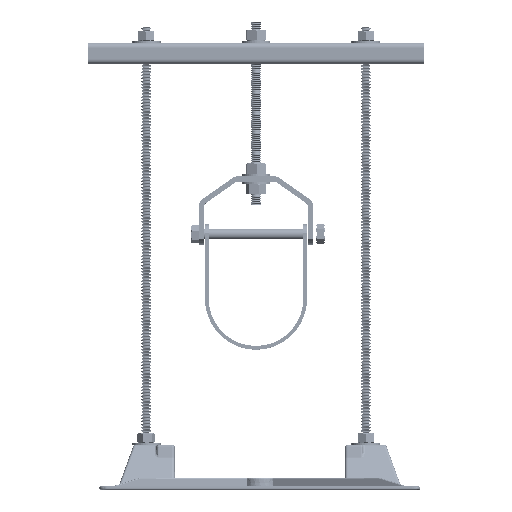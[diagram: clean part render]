
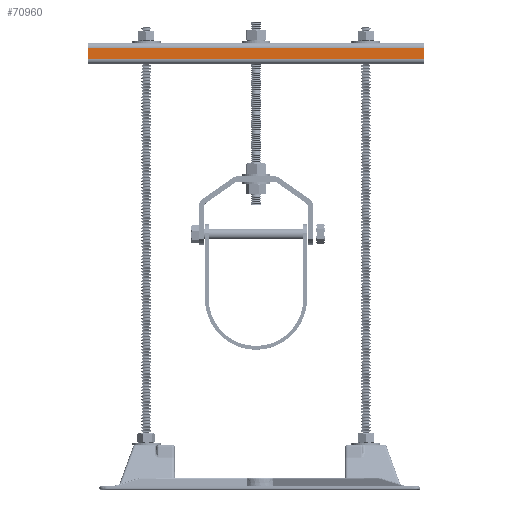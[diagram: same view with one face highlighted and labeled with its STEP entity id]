
A CAD part, top view. The second image highlights one B-rep face of the part: STEP entity #70960.
In plain terms, the highlighted face is planar.
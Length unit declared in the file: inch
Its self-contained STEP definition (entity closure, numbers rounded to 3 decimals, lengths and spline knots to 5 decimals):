
#70902=CARTESIAN_POINT('',(0.9125,0.6875,8.0));
#70903=VERTEX_POINT('',#70902);
#70911=CARTESIAN_POINT('',(0.9125,0.6875,-8.0));
#70912=VERTEX_POINT('',#70911);
#70913=CARTESIAN_POINT('',(0.9125,0.6875,-8.0));
#70914=DIRECTION('',(0.0,0.0,1.0));
#70915=VECTOR('',#70914,16.0);
#70916=LINE('',#70913,#70915);
#70917=EDGE_CURVE('',#70912,#70903,#70916,.T.);
#70930=CARTESIAN_POINT('',(0.9125,0.125,-8.0));
#70931=DIRECTION('',(1.0,0.0,0.0));
#70932=DIRECTION('',(0.0,0.0,-1.0));
#70933=AXIS2_PLACEMENT_3D('',#70930,#70931,#70932);
#70934=PLANE('',#70933);
#70935=CARTESIAN_POINT('',(0.9125,0.125,8.0));
#70936=VERTEX_POINT('',#70935);
#70937=CARTESIAN_POINT('',(0.9125,0.125,8.0));
#70938=DIRECTION('',(0.0,1.0,0.0));
#70939=VECTOR('',#70938,0.5625);
#70940=LINE('',#70937,#70939);
#70941=EDGE_CURVE('',#70936,#70903,#70940,.T.);
#70942=ORIENTED_EDGE('',*,*,#70941,.F.);
#70943=CARTESIAN_POINT('',(0.9125,0.125,-8.0));
#70944=VERTEX_POINT('',#70943);
#70945=CARTESIAN_POINT('',(0.9125,0.125,-8.0));
#70946=DIRECTION('',(0.0,0.0,1.0));
#70947=VECTOR('',#70946,16.0);
#70948=LINE('',#70945,#70947);
#70949=EDGE_CURVE('',#70944,#70936,#70948,.T.);
#70950=ORIENTED_EDGE('',*,*,#70949,.F.);
#70951=CARTESIAN_POINT('',(0.9125,0.125,-8.0));
#70952=DIRECTION('',(0.0,1.0,0.0));
#70953=VECTOR('',#70952,0.5625);
#70954=LINE('',#70951,#70953);
#70955=EDGE_CURVE('',#70944,#70912,#70954,.T.);
#70956=ORIENTED_EDGE('',*,*,#70955,.T.);
#70957=ORIENTED_EDGE('',*,*,#70917,.T.);
#70958=EDGE_LOOP('',(#70942,#70950,#70956,#70957));
#70959=FACE_OUTER_BOUND('',#70958,.T.);
#70960=ADVANCED_FACE('',(#70959),#70934,.T.);
